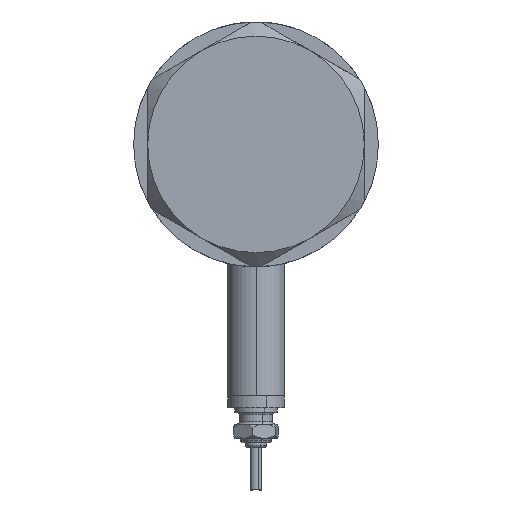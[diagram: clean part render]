
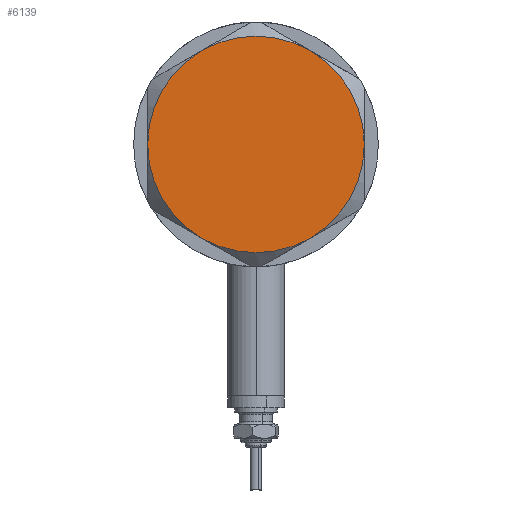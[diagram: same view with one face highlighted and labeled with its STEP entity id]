
A CAD part, left-side view. The second image highlights one B-rep face of the part: STEP entity #6139.
In plain terms, the highlighted face is planar.
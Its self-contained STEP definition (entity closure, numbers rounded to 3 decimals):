
#34 = ORIENTED_EDGE ( 'NONE', *, *, #4741, .T. ) ;
#40 = CARTESIAN_POINT ( 'NONE',  ( -11.5, -19.919, 9. ) ) ;
#80 = CARTESIAN_POINT ( 'NONE',  ( 0., 0., 9. ) ) ;
#347 = CIRCLE ( 'NONE', #4429, 23. ) ;
#426 = DIRECTION ( 'NONE',  ( 0., 0., 1. ) ) ;
#485 = VERTEX_POINT ( 'NONE', #4736 ) ;
#574 = DIRECTION ( 'NONE',  ( 1., 0., 0. ) ) ;
#644 = DIRECTION ( 'NONE',  ( 0., 0., 1. ) ) ;
#654 = AXIS2_PLACEMENT_3D ( 'NONE', #80, #5902, #2409 ) ;
#896 = ORIENTED_EDGE ( 'NONE', *, *, #4421, .T. ) ;
#1069 = ORIENTED_EDGE ( 'NONE', *, *, #6024, .T. ) ;
#1104 = VERTEX_POINT ( 'NONE', #40 ) ;
#1112 = FACE_OUTER_BOUND ( 'NONE', #3550, .T. ) ;
#1180 = DIRECTION ( 'NONE',  ( 1., 0., 0. ) ) ;
#1310 = CARTESIAN_POINT ( 'NONE',  ( 11.5, 19.919, 9. ) ) ;
#1429 = VERTEX_POINT ( 'NONE', #2740 ) ;
#1459 = CARTESIAN_POINT ( 'NONE',  ( 0., 0., 9. ) ) ;
#1696 = DIRECTION ( 'NONE',  ( 0., 0., 1. ) ) ;
#1759 = CIRCLE ( 'NONE', #654, 23. ) ;
#1797 = CARTESIAN_POINT ( 'NONE',  ( 11.5, -19.919, 9. ) ) ;
#1843 = ORIENTED_EDGE ( 'NONE', *, *, #2872, .T. ) ;
#1960 = CIRCLE ( 'NONE', #3682, 23. ) ;
#2256 = CIRCLE ( 'NONE', #2901, 23. ) ;
#2369 = DIRECTION ( 'NONE',  ( 1., 0., 0. ) ) ;
#2409 = DIRECTION ( 'NONE',  ( 1., 0., 0. ) ) ;
#2425 = DIRECTION ( 'NONE',  ( 0., 0., 1. ) ) ;
#2590 = DIRECTION ( 'NONE',  ( 1., 0., 0. ) ) ;
#2740 = CARTESIAN_POINT ( 'NONE',  ( -23., 0., 9. ) ) ;
#2872 = EDGE_CURVE ( 'NONE', #3157, #5579, #1960, .T. ) ;
#2901 = AXIS2_PLACEMENT_3D ( 'NONE', #4122, #1696, #4030 ) ;
#3070 = PLANE ( 'NONE',  #3923 ) ;
#3157 = VERTEX_POINT ( 'NONE', #3541 ) ;
#3227 = DIRECTION ( 'NONE',  ( 0., 0., 1. ) ) ;
#3454 = ORIENTED_EDGE ( 'NONE', *, *, #3924, .T. ) ;
#3488 = CARTESIAN_POINT ( 'NONE',  ( 0., 0., 9. ) ) ;
#3541 = CARTESIAN_POINT ( 'NONE',  ( 23., 0., 9. ) ) ;
#3550 = EDGE_LOOP ( 'NONE', ( #34, #1843, #5519, #3454, #1069, #896 ) ) ;
#3600 = AXIS2_PLACEMENT_3D ( 'NONE', #1459, #5907, #574 ) ;
#3682 = AXIS2_PLACEMENT_3D ( 'NONE', #5615, #3227, #1180 ) ;
#3923 = AXIS2_PLACEMENT_3D ( 'NONE', #6008, #644, #2590 ) ;
#3924 = EDGE_CURVE ( 'NONE', #485, #1429, #4817, .T. ) ;
#4030 = DIRECTION ( 'NONE',  ( 1., 0., 0. ) ) ;
#4122 = CARTESIAN_POINT ( 'NONE',  ( 0., 0., 9. ) ) ;
#4194 = AXIS2_PLACEMENT_3D ( 'NONE', #4791, #426, #2369 ) ;
#4301 = VERTEX_POINT ( 'NONE', #1797 ) ;
#4421 = EDGE_CURVE ( 'NONE', #1104, #4301, #1759, .T. ) ;
#4429 = AXIS2_PLACEMENT_3D ( 'NONE', #3488, #2425, #5858 ) ;
#4736 = CARTESIAN_POINT ( 'NONE',  ( -11.5, 19.919, 9. ) ) ;
#4741 = EDGE_CURVE ( 'NONE', #4301, #3157, #6160, .T. ) ;
#4791 = CARTESIAN_POINT ( 'NONE',  ( 0., 0., 9. ) ) ;
#4817 = CIRCLE ( 'NONE', #3600, 23. ) ;
#4942 = EDGE_CURVE ( 'NONE', #5579, #485, #2256, .T. ) ;
#5519 = ORIENTED_EDGE ( 'NONE', *, *, #4942, .T. ) ;
#5579 = VERTEX_POINT ( 'NONE', #1310 ) ;
#5615 = CARTESIAN_POINT ( 'NONE',  ( 0., 0., 9. ) ) ;
#5858 = DIRECTION ( 'NONE',  ( 1., 0., 0. ) ) ;
#5902 = DIRECTION ( 'NONE',  ( 0., 0., 1. ) ) ;
#5907 = DIRECTION ( 'NONE',  ( 0., 0., 1. ) ) ;
#6008 = CARTESIAN_POINT ( 'NONE',  ( 0., 0., 9. ) ) ;
#6024 = EDGE_CURVE ( 'NONE', #1429, #1104, #347, .T. ) ;
#6139 = ADVANCED_FACE ( 'NONE', ( #1112 ), #3070, .T. ) ;
#6160 = CIRCLE ( 'NONE', #4194, 23. ) ;
